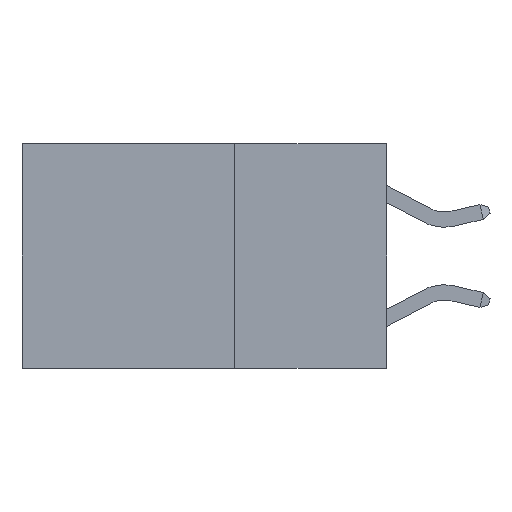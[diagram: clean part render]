
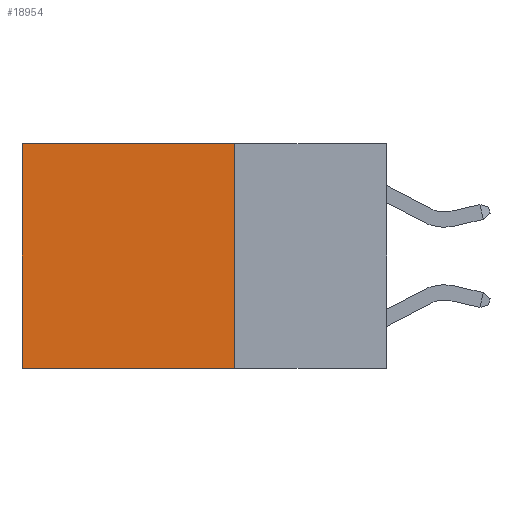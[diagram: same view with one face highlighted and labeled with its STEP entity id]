
A CAD part, left-side view. The second image highlights one B-rep face of the part: STEP entity #18954.
In plain terms, the highlighted planar face has unit normal (-1, 0, 0).
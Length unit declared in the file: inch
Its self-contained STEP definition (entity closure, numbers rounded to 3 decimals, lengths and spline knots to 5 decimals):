
#323 = LINE ( 'NONE', #22980, #4621 ) ;
#1298 = EDGE_CURVE ( 'NONE', #9890, #16525, #2041, .T. ) ;
#2041 = LINE ( 'NONE', #13201, #5621 ) ;
#2203 = CARTESIAN_POINT ( 'NONE',  ( 0.2625, 0.25, -0.37 ) ) ;
#2701 = DIRECTION ( 'NONE',  ( 1., 0., 0. ) ) ;
#2917 = ORIENTED_EDGE ( 'NONE', *, *, #11252, .T. ) ;
#4479 = PLANE ( 'NONE',  #24398 ) ;
#4621 = VECTOR ( 'NONE', #9565, 39.37008 ) ;
#5131 = VERTEX_POINT ( 'NONE', #11295 ) ;
#5621 = VECTOR ( 'NONE', #9319, 39.37008 ) ;
#6333 = FACE_OUTER_BOUND ( 'NONE', #20941, .T. ) ;
#6830 = CARTESIAN_POINT ( 'NONE',  ( 0.2625, 0.25, 0. ) ) ;
#9319 = DIRECTION ( 'NONE',  ( 0., 0., -1. ) ) ;
#9492 = ORIENTED_EDGE ( 'NONE', *, *, #13251, .F. ) ;
#9565 = DIRECTION ( 'NONE',  ( 0., 0., -1. ) ) ;
#9890 = VERTEX_POINT ( 'NONE', #23264 ) ;
#10789 = VECTOR ( 'NONE', #22081, 39.37008 ) ;
#11252 = EDGE_CURVE ( 'NONE', #9890, #5131, #24203, .T. ) ;
#11295 = CARTESIAN_POINT ( 'NONE',  ( 0.2625, 0.6, 0. ) ) ;
#12033 = CARTESIAN_POINT ( 'NONE',  ( 0.2625, 0.25, 0. ) ) ;
#12732 = VERTEX_POINT ( 'NONE', #16989 ) ;
#13201 = CARTESIAN_POINT ( 'NONE',  ( 0.2625, 0.25, 0. ) ) ;
#13251 = EDGE_CURVE ( 'NONE', #16525, #12732, #17450, .T. ) ;
#13267 = VECTOR ( 'NONE', #22924, 39.37008 ) ;
#14210 = ORIENTED_EDGE ( 'NONE', *, *, #19719, .T. ) ;
#16525 = VERTEX_POINT ( 'NONE', #2203 ) ;
#16886 = ORIENTED_EDGE ( 'NONE', *, *, #1298, .F. ) ;
#16989 = CARTESIAN_POINT ( 'NONE',  ( 0.2625, 0.6, -0.37 ) ) ;
#17450 = LINE ( 'NONE', #22799, #13267 ) ;
#18954 = ADVANCED_FACE ( 'NONE', ( #6333 ), #4479, .F. ) ;
#19719 = EDGE_CURVE ( 'NONE', #5131, #12732, #323, .T. ) ;
#20941 = EDGE_LOOP ( 'NONE', ( #14210, #9492, #16886, #2917 ) ) ;
#21518 = DIRECTION ( 'NONE',  ( 0., 0., -1. ) ) ;
#22081 = DIRECTION ( 'NONE',  ( 0., 1., 0. ) ) ;
#22799 = CARTESIAN_POINT ( 'NONE',  ( 0.2625, 0.25, -0.37 ) ) ;
#22924 = DIRECTION ( 'NONE',  ( 0., 1., 0. ) ) ;
#22980 = CARTESIAN_POINT ( 'NONE',  ( 0.2625, 0.6, 0. ) ) ;
#23264 = CARTESIAN_POINT ( 'NONE',  ( 0.2625, 0.25, 0. ) ) ;
#24203 = LINE ( 'NONE', #6830, #10789 ) ;
#24398 = AXIS2_PLACEMENT_3D ( 'NONE', #12033, #2701, #21518 ) ;
